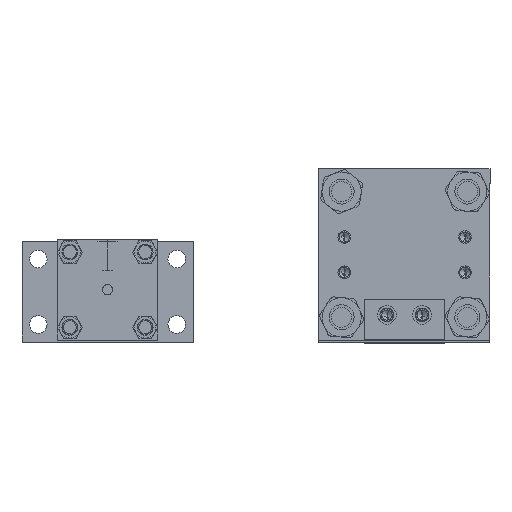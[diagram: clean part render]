
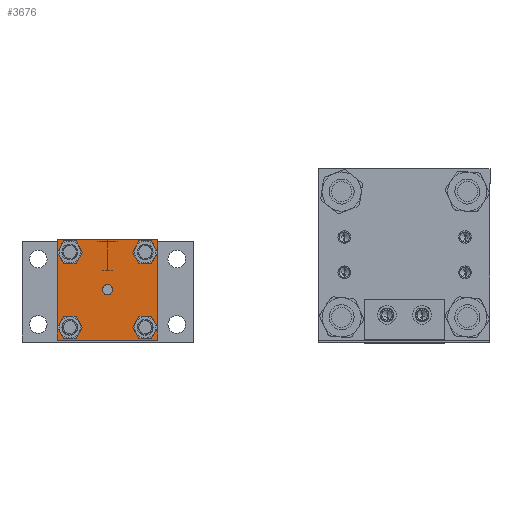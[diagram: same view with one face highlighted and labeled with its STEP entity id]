
A CAD part, top view. The second image highlights one B-rep face of the part: STEP entity #3676.
In plain terms, the highlighted planar face has unit normal (0, 0, 1).
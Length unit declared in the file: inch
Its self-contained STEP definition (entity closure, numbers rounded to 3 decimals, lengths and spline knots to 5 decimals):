
#53 = DIRECTION ( 'NONE',  ( 0., 0., 1. ) ) ;
#120 = AXIS2_PLACEMENT_3D ( 'NONE', #11710, #3236, #9288 ) ;
#167 = CARTESIAN_POINT ( 'NONE',  ( 6.83446, 7.39306, 0.5 ) ) ;
#193 = ORIENTED_EDGE ( 'NONE', *, *, #5424, .F. ) ;
#280 = VERTEX_POINT ( 'NONE', #6873 ) ;
#355 = ORIENTED_EDGE ( 'NONE', *, *, #3906, .T. ) ;
#459 = DIRECTION ( 'NONE',  ( 0., 0., 1. ) ) ;
#533 = EDGE_LOOP ( 'NONE', ( #14226, #12207 ) ) ;
#878 = ORIENTED_EDGE ( 'NONE', *, *, #10288, .F. ) ;
#1097 = DIRECTION ( 'NONE',  ( 1., 0., 0. ) ) ;
#1110 = ORIENTED_EDGE ( 'NONE', *, *, #9583, .F. ) ;
#1168 = CARTESIAN_POINT ( 'NONE',  ( 4.96446, 9.26306, 0.5 ) ) ;
#1199 = CARTESIAN_POINT ( 'NONE',  ( 6.83446, 7.39306, 0.5 ) ) ;
#1207 = VERTEX_POINT ( 'NONE', #2651 ) ;
#1335 = VERTEX_POINT ( 'NONE', #11434 ) ;
#1427 = EDGE_CURVE ( 'NONE', #4776, #2870, #4933, .T. ) ;
#1835 = EDGE_CURVE ( 'NONE', #1975, #13562, #12094, .T. ) ;
#1853 = DIRECTION ( 'NONE',  ( 1., 0., 0. ) ) ;
#1975 = VERTEX_POINT ( 'NONE', #9395 ) ;
#2109 = CARTESIAN_POINT ( 'NONE',  ( 4.96446, 7.39306, 0.5 ) ) ;
#2379 = DIRECTION ( 'NONE',  ( 1., 0., 0. ) ) ;
#2415 = EDGE_CURVE ( 'NONE', #5758, #5823, #6588, .T. ) ;
#2567 = AXIS2_PLACEMENT_3D ( 'NONE', #11685, #4438, #12885 ) ;
#2619 = LINE ( 'NONE', #2787, #6796 ) ;
#2651 = CARTESIAN_POINT ( 'NONE',  ( 5.15246, 9.26306, 0.5 ) ) ;
#2745 = AXIS2_PLACEMENT_3D ( 'NONE', #2109, #15286, #15346 ) ;
#2787 = CARTESIAN_POINT ( 'NONE',  ( 4.64946, 5.57249, 0.5 ) ) ;
#2816 = DIRECTION ( 'NONE',  ( 0., 0., 1. ) ) ;
#2870 = VERTEX_POINT ( 'NONE', #6394 ) ;
#3030 = DIRECTION ( 'NONE',  ( 0., 0., 1. ) ) ;
#3142 = FACE_BOUND ( 'NONE', #9228, .T. ) ;
#3236 = DIRECTION ( 'NONE',  ( 0., 0., 1. ) ) ;
#3247 = VECTOR ( 'NONE', #7205, 39.37008 ) ;
#3324 = CARTESIAN_POINT ( 'NONE',  ( 7.14946, 5.57249, 0.5 ) ) ;
#3554 = CARTESIAN_POINT ( 'NONE',  ( 5.89946, 9.57806, 0.5 ) ) ;
#3592 = VERTEX_POINT ( 'NONE', #9192 ) ;
#3676 = ADVANCED_FACE ( 'NONE', ( #8656, #15258, #4689, #3142, #9618, #6384 ), #13917, .T. ) ;
#3823 = AXIS2_PLACEMENT_3D ( 'NONE', #167, #2816, #10297 ) ;
#3882 = AXIS2_PLACEMENT_3D ( 'NONE', #1199, #13316, #1097 ) ;
#3906 = EDGE_CURVE ( 'NONE', #8151, #1335, #8257, .T. ) ;
#3969 = EDGE_CURVE ( 'NONE', #11997, #1207, #6191, .T. ) ;
#3977 = ORIENTED_EDGE ( 'NONE', *, *, #8357, .F. ) ;
#4051 = ORIENTED_EDGE ( 'NONE', *, *, #2415, .F. ) ;
#4192 = ORIENTED_EDGE ( 'NONE', *, *, #13568, .T. ) ;
#4392 = LINE ( 'NONE', #3554, #3247 ) ;
#4438 = DIRECTION ( 'NONE',  ( 0., 0., 1. ) ) ;
#4689 = FACE_BOUND ( 'NONE', #533, .T. ) ;
#4776 = VERTEX_POINT ( 'NONE', #12848 ) ;
#4933 = CIRCLE ( 'NONE', #3823, 0.188 ) ;
#5087 = AXIS2_PLACEMENT_3D ( 'NONE', #15678, #12089, #9580 ) ;
#5424 = EDGE_CURVE ( 'NONE', #5823, #5758, #11841, .T. ) ;
#5484 = DIRECTION ( 'NONE',  ( 1., 0., 0. ) ) ;
#5509 = VECTOR ( 'NONE', #6875, 39.37008 ) ;
#5597 = CARTESIAN_POINT ( 'NONE',  ( 5.77291, 8.32806, 0.5 ) ) ;
#5626 = DIRECTION ( 'NONE',  ( 1., 0., 0. ) ) ;
#5758 = VERTEX_POINT ( 'NONE', #5597 ) ;
#5823 = VERTEX_POINT ( 'NONE', #6696 ) ;
#5862 = EDGE_LOOP ( 'NONE', ( #12209, #3977 ) ) ;
#6191 = CIRCLE ( 'NONE', #12755, 0.188 ) ;
#6206 = EDGE_LOOP ( 'NONE', ( #6279, #4192, #355, #14125 ) ) ;
#6276 = CIRCLE ( 'NONE', #3882, 0.188 ) ;
#6279 = ORIENTED_EDGE ( 'NONE', *, *, #12178, .F. ) ;
#6384 = FACE_BOUND ( 'NONE', #14168, .T. ) ;
#6394 = CARTESIAN_POINT ( 'NONE',  ( 6.64646, 7.39306, 0.5 ) ) ;
#6420 = VERTEX_POINT ( 'NONE', #7820 ) ;
#6588 = CIRCLE ( 'NONE', #14535, 0.12655 ) ;
#6696 = CARTESIAN_POINT ( 'NONE',  ( 6.02601, 8.32806, 0.5 ) ) ;
#6796 = VECTOR ( 'NONE', #7610, 39.37008 ) ;
#6873 = CARTESIAN_POINT ( 'NONE',  ( 4.77646, 7.39306, 0.5 ) ) ;
#6875 = DIRECTION ( 'NONE',  ( 0., -1., 0. ) ) ;
#6878 = AXIS2_PLACEMENT_3D ( 'NONE', #13807, #9075, #15199 ) ;
#7205 = DIRECTION ( 'NONE',  ( 1., 0., 0. ) ) ;
#7222 = EDGE_CURVE ( 'NONE', #1207, #11997, #13673, .T. ) ;
#7428 = CARTESIAN_POINT ( 'NONE',  ( 4.96446, 9.26306, 0.5 ) ) ;
#7610 = DIRECTION ( 'NONE',  ( 0., -1., 0. ) ) ;
#7820 = CARTESIAN_POINT ( 'NONE',  ( 7.14946, 9.57806, 0.5 ) ) ;
#8121 = CARTESIAN_POINT ( 'NONE',  ( 5.15246, 7.39306, 0.5 ) ) ;
#8151 = VERTEX_POINT ( 'NONE', #12695 ) ;
#8257 = LINE ( 'NONE', #8477, #12425 ) ;
#8357 = EDGE_CURVE ( 'NONE', #2870, #4776, #6276, .T. ) ;
#8477 = CARTESIAN_POINT ( 'NONE',  ( 5.89946, 7.07806, 0.5 ) ) ;
#8656 = FACE_BOUND ( 'NONE', #5862, .T. ) ;
#9075 = DIRECTION ( 'NONE',  ( 0., 0., 1. ) ) ;
#9192 = CARTESIAN_POINT ( 'NONE',  ( 4.64946, 9.57806, 0.5 ) ) ;
#9228 = EDGE_LOOP ( 'NONE', ( #9886, #1110 ) ) ;
#9288 = DIRECTION ( 'NONE',  ( 1., 0., 0. ) ) ;
#9395 = CARTESIAN_POINT ( 'NONE',  ( 6.64646, 9.26306, 0.5 ) ) ;
#9516 = AXIS2_PLACEMENT_3D ( 'NONE', #13962, #3030, #5484 ) ;
#9580 = DIRECTION ( 'NONE',  ( 1., 0., 0. ) ) ;
#9583 = EDGE_CURVE ( 'NONE', #280, #13190, #9958, .T. ) ;
#9618 = FACE_OUTER_BOUND ( 'NONE', #6206, .T. ) ;
#9667 = DIRECTION ( 'NONE',  ( 1., 0., 0. ) ) ;
#9886 = ORIENTED_EDGE ( 'NONE', *, *, #15122, .F. ) ;
#9958 = CIRCLE ( 'NONE', #120, 0.188 ) ;
#10134 = CARTESIAN_POINT ( 'NONE',  ( 4.77646, 9.26306, 0.5 ) ) ;
#10288 = EDGE_CURVE ( 'NONE', #13562, #1975, #15020, .T. ) ;
#10297 = DIRECTION ( 'NONE',  ( 1., 0., 0. ) ) ;
#11434 = CARTESIAN_POINT ( 'NONE',  ( 7.14946, 7.07806, 0.5 ) ) ;
#11685 = CARTESIAN_POINT ( 'NONE',  ( 6.83446, 9.26306, 0.5 ) ) ;
#11710 = CARTESIAN_POINT ( 'NONE',  ( 4.96446, 7.39306, 0.5 ) ) ;
#11841 = CIRCLE ( 'NONE', #5087, 0.12655 ) ;
#11941 = EDGE_LOOP ( 'NONE', ( #878, #15559 ) ) ;
#11942 = LINE ( 'NONE', #3324, #5509 ) ;
#11997 = VERTEX_POINT ( 'NONE', #10134 ) ;
#12089 = DIRECTION ( 'NONE',  ( 0., 0., 1. ) ) ;
#12094 = CIRCLE ( 'NONE', #9516, 0.188 ) ;
#12178 = EDGE_CURVE ( 'NONE', #3592, #6420, #4392, .T. ) ;
#12207 = ORIENTED_EDGE ( 'NONE', *, *, #3969, .F. ) ;
#12209 = ORIENTED_EDGE ( 'NONE', *, *, #1427, .F. ) ;
#12425 = VECTOR ( 'NONE', #2379, 39.37008 ) ;
#12695 = CARTESIAN_POINT ( 'NONE',  ( 4.64946, 7.07806, 0.5 ) ) ;
#12755 = AXIS2_PLACEMENT_3D ( 'NONE', #1168, #53, #9667 ) ;
#12848 = CARTESIAN_POINT ( 'NONE',  ( 7.02246, 7.39306, 0.5 ) ) ;
#12885 = DIRECTION ( 'NONE',  ( 1., 0., 0. ) ) ;
#13002 = EDGE_CURVE ( 'NONE', #6420, #1335, #11942, .T. ) ;
#13190 = VERTEX_POINT ( 'NONE', #8121 ) ;
#13316 = DIRECTION ( 'NONE',  ( 0., 0., 1. ) ) ;
#13562 = VERTEX_POINT ( 'NONE', #14894 ) ;
#13568 = EDGE_CURVE ( 'NONE', #3592, #8151, #2619, .T. ) ;
#13673 = CIRCLE ( 'NONE', #14892, 0.188 ) ;
#13807 = CARTESIAN_POINT ( 'NONE',  ( 5.89946, 5.57249, 0.5 ) ) ;
#13917 = PLANE ( 'NONE',  #6878 ) ;
#13962 = CARTESIAN_POINT ( 'NONE',  ( 6.83446, 9.26306, 0.5 ) ) ;
#14125 = ORIENTED_EDGE ( 'NONE', *, *, #13002, .F. ) ;
#14168 = EDGE_LOOP ( 'NONE', ( #4051, #193 ) ) ;
#14226 = ORIENTED_EDGE ( 'NONE', *, *, #7222, .F. ) ;
#14535 = AXIS2_PLACEMENT_3D ( 'NONE', #14955, #459, #5626 ) ;
#14696 = CIRCLE ( 'NONE', #2745, 0.188 ) ;
#14892 = AXIS2_PLACEMENT_3D ( 'NONE', #7428, #15038, #1853 ) ;
#14894 = CARTESIAN_POINT ( 'NONE',  ( 7.02246, 9.26306, 0.5 ) ) ;
#14955 = CARTESIAN_POINT ( 'NONE',  ( 5.89946, 8.32806, 0.5 ) ) ;
#15020 = CIRCLE ( 'NONE', #2567, 0.188 ) ;
#15038 = DIRECTION ( 'NONE',  ( 0., 0., 1. ) ) ;
#15122 = EDGE_CURVE ( 'NONE', #13190, #280, #14696, .T. ) ;
#15199 = DIRECTION ( 'NONE',  ( 1., 0., 0. ) ) ;
#15258 = FACE_BOUND ( 'NONE', #11941, .T. ) ;
#15286 = DIRECTION ( 'NONE',  ( 0., 0., 1. ) ) ;
#15346 = DIRECTION ( 'NONE',  ( 1., 0., 0. ) ) ;
#15559 = ORIENTED_EDGE ( 'NONE', *, *, #1835, .F. ) ;
#15678 = CARTESIAN_POINT ( 'NONE',  ( 5.89946, 8.32806, 0.5 ) ) ;
